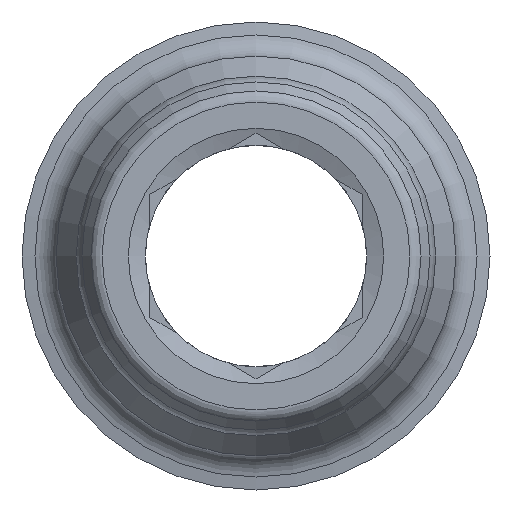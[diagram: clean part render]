
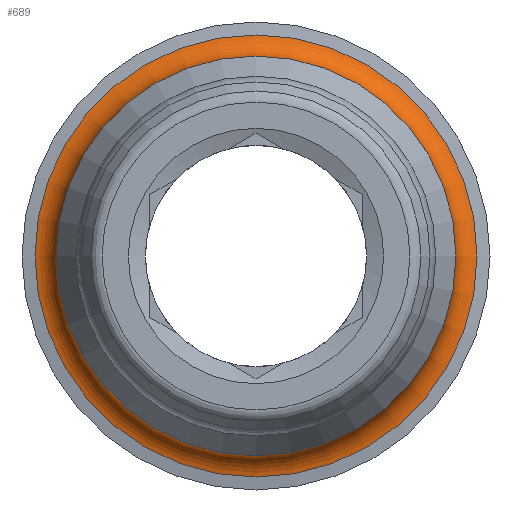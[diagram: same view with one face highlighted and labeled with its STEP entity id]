
A CAD part, left-side view. The second image highlights one B-rep face of the part: STEP entity #689.
In plain terms, the highlighted toroidal (fillet/blend) face has major radius 5.3 mm and minor radius 0.6 mm.
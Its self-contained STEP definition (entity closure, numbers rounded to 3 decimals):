
#32=TOROIDAL_SURFACE('',#800,5.3,0.6);
#87=CIRCLE('',#801,5.196);
#88=CIRCLE('',#802,0.6);
#89=CIRCLE('',#803,4.7);
#127=FACE_OUTER_BOUND('',#169,.T.);
#169=EDGE_LOOP('',(#556,#557,#558,#559));
#338=VERTEX_POINT('',#1207);
#339=VERTEX_POINT('',#1209);
#420=EDGE_CURVE('',#338,#338,#87,.T.);
#421=EDGE_CURVE('',#338,#339,#88,.T.);
#422=EDGE_CURVE('',#339,#339,#89,.T.);
#556=ORIENTED_EDGE('',*,*,#420,.T.);
#557=ORIENTED_EDGE('',*,*,#421,.T.);
#558=ORIENTED_EDGE('',*,*,#422,.T.);
#559=ORIENTED_EDGE('',*,*,#421,.F.);
#689=ADVANCED_FACE('',(#127),#32,.F.);
#800=AXIS2_PLACEMENT_3D('',#1206,#963,#964);
#801=AXIS2_PLACEMENT_3D('',#1208,#965,#966);
#802=AXIS2_PLACEMENT_3D('',#1210,#967,#968);
#803=AXIS2_PLACEMENT_3D('',#1211,#969,#970);
#963=DIRECTION('center_axis',(-1.,0.,0.));
#964=DIRECTION('ref_axis',(0.,0.,1.));
#965=DIRECTION('center_axis',(-1.,0.,0.));
#966=DIRECTION('ref_axis',(0.,0.,-1.));
#967=DIRECTION('center_axis',(0.,-1.,0.));
#968=DIRECTION('ref_axis',(0.,0.,-1.));
#969=DIRECTION('center_axis',(1.,0.,0.));
#970=DIRECTION('ref_axis',(0.,0.,-1.));
#1206=CARTESIAN_POINT('Origin',(17.297,0.,0.));
#1207=CARTESIAN_POINT('',(17.887,0.,-5.196));
#1208=CARTESIAN_POINT('Origin',(17.887,0.,0.));
#1209=CARTESIAN_POINT('',(17.297,0.,-4.7));
#1210=CARTESIAN_POINT('Origin',(17.297,0.,
-5.3));
#1211=CARTESIAN_POINT('Origin',(17.297,0.,0.));
